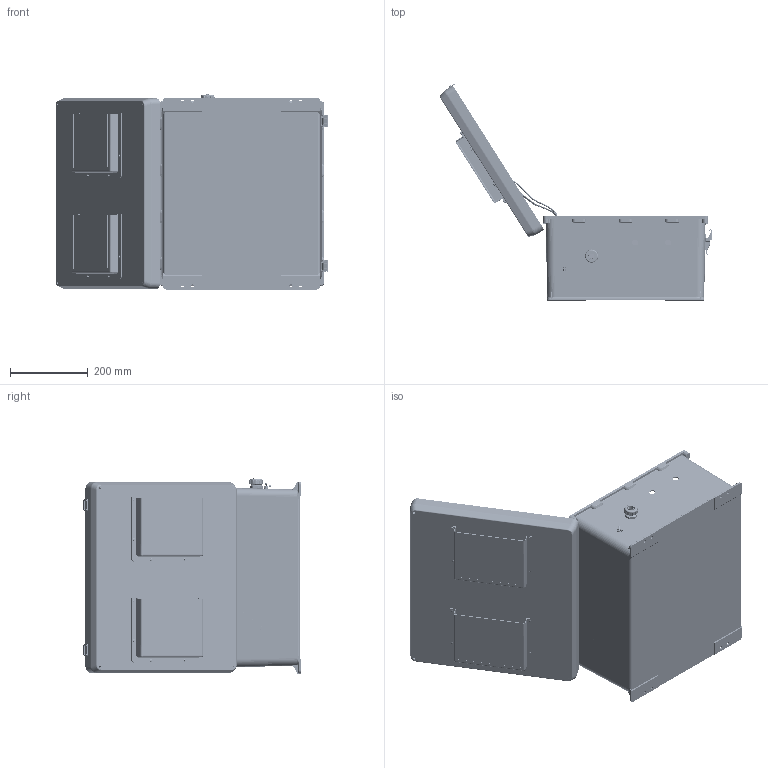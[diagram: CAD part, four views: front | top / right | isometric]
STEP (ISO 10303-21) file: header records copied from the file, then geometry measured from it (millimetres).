
FILE_DESCRIPTION (( 'STEP AP214' ), '1' );
FILE_NAME ('TEF181608-EHF.STEP', '2019-05-09T16:15:19', ( '' ), ( '' ), 'SwSTEP 2.0', 'SolidWorks 2018', '' );
FILE_SCHEMA (( 'AUTOMOTIVE_DESIGN' ));
Length unit declared in the file: inch
Products named in the file (38): XFN-0003; XCTB-0002; XFS-0032_91735A151; NB181608-Lid-Vented; XC-0003; XMH-0041; XF1082-01; XFR-0005; XFS-0017; XMH-0006; XCT-0011; MJSCVR; NEMA 18 GroundWire; XCT-0005; TEF181608-EHF; XFW-0002; NB181608-DoorClasp-1; XFN-0013; NB181608-DoorClasp-2; 1AM07-189; NB181608-Hinge; XMH-0003; XFS-0031; NB181608-Box; Fan Screen-120x120 ALUM; FanWires-18; XFN-0002; XFS-0026; XMH-0007; XFS-0024_90184A168; XHIC-HTR220; XF797-01; XCT-0010; 10-32 NEMA PLATE SCREW; XFW-0004; XFS-0059; XM220-01-UL; XMH-0005
Assembly tree (94 placements, depth 2):
  TEF181608-EHF
    NB181608-Box
    NB181608-Hinge  x2
    NB181608-Lid-Vented
    NB181608-DoorClasp-1  x2
    NB181608-DoorClasp-2  x2
    10-32 NEMA PLATE SCREW  x4
    XFS-0017  x7
    XCT-0011
    XCT-0010
    XFN-0003  x2
    XC-0003
    XCT-0005
    XFW-0002  x5
    XFS-0026
    XMH-0007  x4
    XMH-0041
    XCTB-0002
    NEMA 18 GroundWire
    XFN-0013  x2
    XFS-0032_91735A151  x2
    XF797-01
    XFS-0059  x2
    XHIC-HTR220  x2
    XFW-0004  x4
    XFN-0002  x8
    Fan Screen-120x120 ALUM  x2
    XMH-0003  x2
    XM220-01-UL  x2
    XMH-0006  x2
    XMH-0005
    XFR-0005  x12
    XFS-0024_90184A168  x8
    FanWires-18
    XF1082-01
    1AM07-189
    MJSCVR  x2
    XFS-0031
Bounding box: 702.92 x 559.73 x 502.84 mm (x, y, z)
Volume: 4639992.9 mm3; surface area: 2680549.6 mm2
Topology: 103 solids, 104 shells, 11162 faces, 29932 edges, 19068 vertices
Faces by surface type: cylinder 5093, plane 2957, cone 1665, bspline 891, torus 506, sphere 50
Entity records: 239540 total; most frequent: CARTESIAN_POINT 81976, ORIENTED_EDGE 28930, DIRECTION 26763, EDGE_CURVE 14465, AXIS2_PLACEMENT_3D 9804, VERTEX_POINT 9183, LINE 7155, VECTOR 7155
